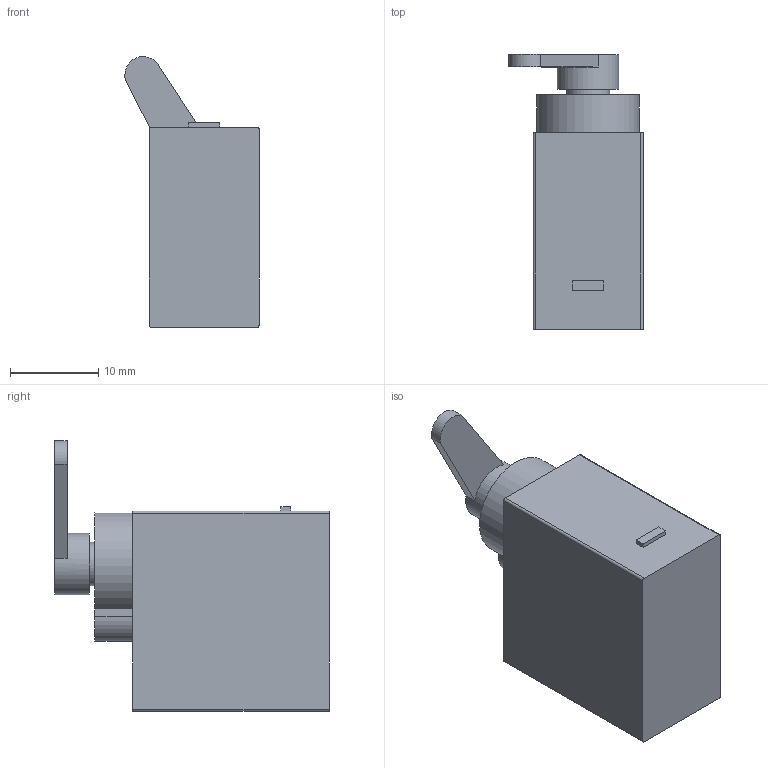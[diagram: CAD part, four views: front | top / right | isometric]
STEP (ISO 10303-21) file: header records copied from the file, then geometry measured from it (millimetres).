
FILE_DESCRIPTION(/* description */ (''),/* implementation_level */ '2;1');
FILE_NAME(/* name */ 'servo v4.step',/* time_stamp */ '2025-08-11T12:23:52+02:00',/* author */ (''),/* organization */ (''),/* preprocessor_version */ 'ST-DEVELOPER v20.1',/* originating_system */ 'Autodesk Translation Framework v14.10.0.0',/* authorisation */ '');
FILE_SCHEMA (('AUTOMOTIVE_DESIGN { 1 0 10303 214 3 1 1 }'));
Length unit declared in the file: millimetre
Products named in the file (4): servo; servo_1; splined-drive; horn
Assembly tree (3 placements, depth 2):
  servo
    servo_1
    splined-drive
    horn
Bounding box: 15.25 x 31.2 x 30.76 mm (x, y, z)
Volume: 7082.5 mm3; surface area: 3242.2 mm2
Topology: 3 solids, 3 shells, 40 faces, 84 edges, 56 vertices
Faces by surface type: plane 25, cylinder 14, cone 1
Full cylindrical faces by diameter (mm): 1.95 x1, 2.62 x1, 4.92 x4, 7 x1
Entity records: 1201 total; most frequent: DIRECTION 210, CARTESIAN_POINT 187, ORIENTED_EDGE 168, EDGE_CURVE 84, AXIS2_PLACEMENT_3D 79, VERTEX_POINT 56, LINE 52, VECTOR 52
